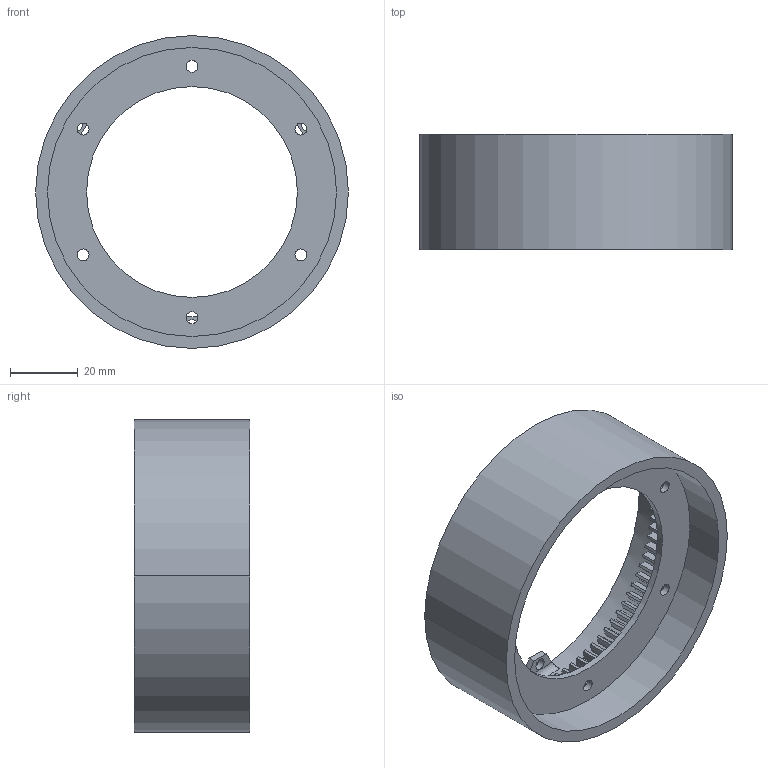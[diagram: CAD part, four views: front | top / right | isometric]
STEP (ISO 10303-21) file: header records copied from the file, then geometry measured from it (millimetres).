
FILE_DESCRIPTION (( 'STEP AP214' ), '1' );
FILE_NAME ('Planetary Gearbox-Annulus.STEP', '2023-04-30T09:50:54', ( '' ), ( '' ), 'SwSTEP 2.0', 'SolidWorks 2019', '' );
FILE_SCHEMA (( 'AUTOMOTIVE_DESIGN' ));
Length unit declared in the file: millimetre
Products named in the file (1): Planetary Gearbox-Annulus
Bounding box: 92 x 33.9 x 92 mm (x, y, z)
Volume: 38099.9 mm3; surface area: 29865.6 mm2
Topology: 1 solids, 1 shells, 383 faces, 1137 edges, 758 vertices
Faces by surface type: cylinder 280, plane 100, torus 3
Entity records: 13440 total; most frequent: DIRECTION 2636, CARTESIAN_POINT 2369, ORIENTED_EDGE 2274, EDGE_CURVE 1137, AXIS2_PLACEMENT_3D 1121, VERTEX_POINT 758, CIRCLE 737, EDGE_LOOP 405
